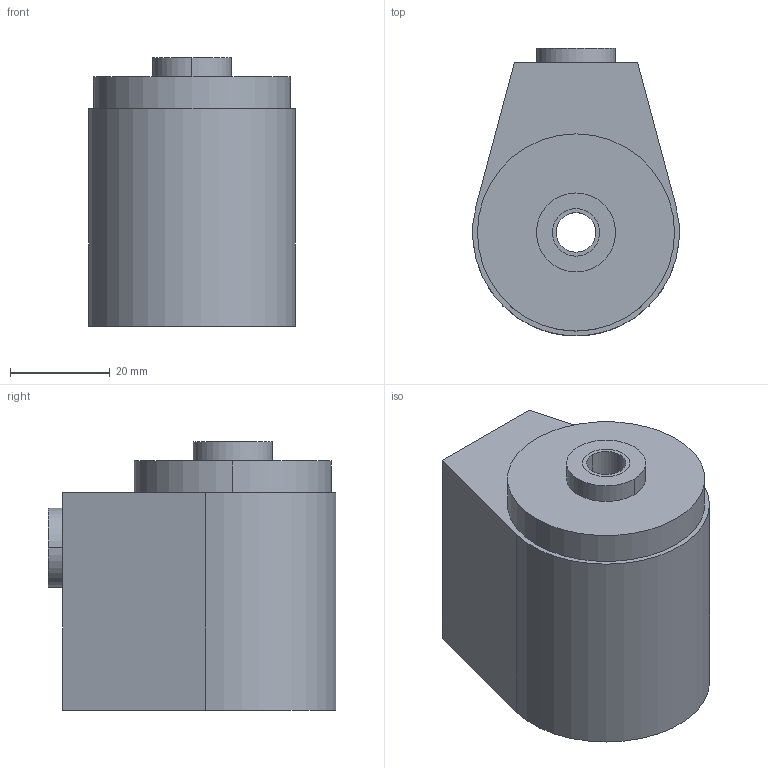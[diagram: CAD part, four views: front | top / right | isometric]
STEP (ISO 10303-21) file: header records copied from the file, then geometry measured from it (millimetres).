
FILE_DESCRIPTION((''),'2;1');
FILE_NAME('ILC20211303','2005-04-08T',('KR'),(''),'PRO/ENGINEER BY PARAMETRIC TECHNOLOGY CORPORATION, 2004290','PRO/ENGINEER BY PARAMETRIC TECHNOLOGY CORPORATION, 2004290','');
FILE_SCHEMA(('AUTOMOTIVE_DESIGN_CC2 { 1 2 10303 214 -1 1 5 2 }'));
Length unit declared in the file: inch
Products named in the file (1): ILC20211303
Bounding box: 41.4 x 57.76 x 53.98 mm (x, y, z)
Volume: 80868.3 mm3; surface area: 15969.8 mm2
Topology: 1 solids, 5 shells, 62 faces, 132 edges, 86 vertices
Faces by surface type: cylinder 33, plane 19, cone 10
Entity records: 2435 total; most frequent: DIRECTION 338, CARTESIAN_POINT 281, ORIENTED_EDGE 250, PRESENTATION_STYLE_ASSIGNMENT 151, AXIS2_PLACEMENT_3D 143, STYLED_ITEM 136, CURVE_STYLE 132, EDGE_CURVE 132
